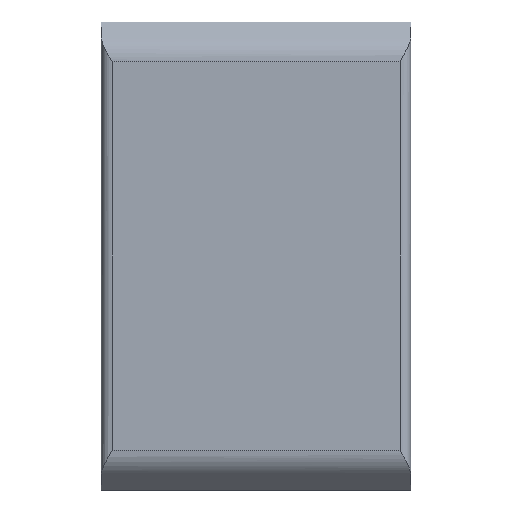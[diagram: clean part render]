
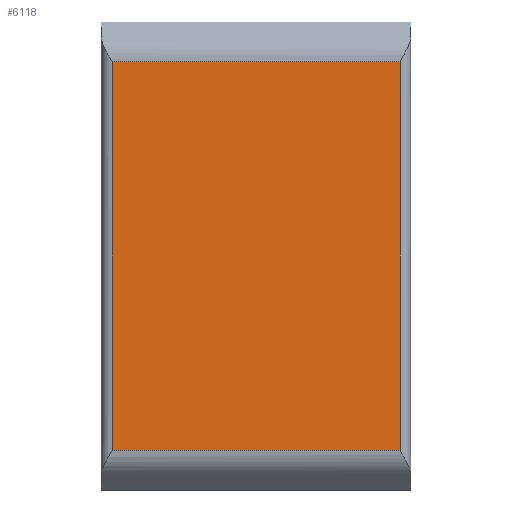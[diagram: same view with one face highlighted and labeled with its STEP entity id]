
A CAD part, front view. The second image highlights one B-rep face of the part: STEP entity #6118.
In plain terms, the highlighted planar face has unit normal (0, -1, 0).
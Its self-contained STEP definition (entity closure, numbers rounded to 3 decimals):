
#3270=DIRECTION('',(1.,0.,0.));
#3271=VECTOR('',#3270,81.6);
#3272=CARTESIAN_POINT('',(-40.8,-8.,-55.072));
#3273=LINE('',#3272,#3271);
#3277=DIRECTION('',(0.,0.,1.));
#3278=VECTOR('',#3277,110.144);
#3279=CARTESIAN_POINT('',(40.8,-8.,-55.072));
#3280=LINE('',#3279,#3278);
#3284=DIRECTION('',(0.,0.,1.));
#3285=VECTOR('',#3284,110.144);
#3286=CARTESIAN_POINT('',(-40.8,-8.,-55.072));
#3287=LINE('',#3286,#3285);
#3291=DIRECTION('',(1.,0.,0.));
#3292=VECTOR('',#3291,81.6);
#3293=CARTESIAN_POINT('',(-40.8,-8.,55.072));
#3294=LINE('',#3293,#3292);
#3298=CARTESIAN_POINT('',(40.8,-8.,55.072));
#3323=CARTESIAN_POINT('',(-40.8,-8.,55.072));
#3811=VERTEX_POINT('',#3298);
#3812=VERTEX_POINT('',#3323);
#3813=CARTESIAN_POINT('',(40.8,-8.,-55.072));
#3814=VERTEX_POINT('',#3813);
#3815=CARTESIAN_POINT('',(-40.8,-8.,-55.072));
#3816=VERTEX_POINT('',#3815);
#6106=CARTESIAN_POINT('',(-43.8,-8.,55.072));
#6107=DIRECTION('',(0.,-1.,0.));
#6108=DIRECTION('',(0.,0.,-1.));
#6109=AXIS2_PLACEMENT_3D('',#6106,#6107,#6108);
#6110=PLANE('',#6109);
#6111=ORIENTED_EDGE('',*,*,#3893,.F.);
#6112=ORIENTED_EDGE('',*,*,#6101,.F.);
#6113=ORIENTED_EDGE('',*,*,#3856,.T.);
#6115=ORIENTED_EDGE('',*,*,#6114,.T.);
#6116=EDGE_LOOP('',(#6111,#6112,#6113,#6115));
#6117=FACE_OUTER_BOUND('',#6116,.F.);
#3856=EDGE_CURVE('',#3816,#3812,#3287,.T.);
#3893=EDGE_CURVE('',#3814,#3811,#3280,.T.);
#6101=EDGE_CURVE('',#3816,#3814,#3273,.T.);
#6114=EDGE_CURVE('',#3812,#3811,#3294,.T.);
#6118=ADVANCED_FACE('',(#6117),#6110,.T.);
